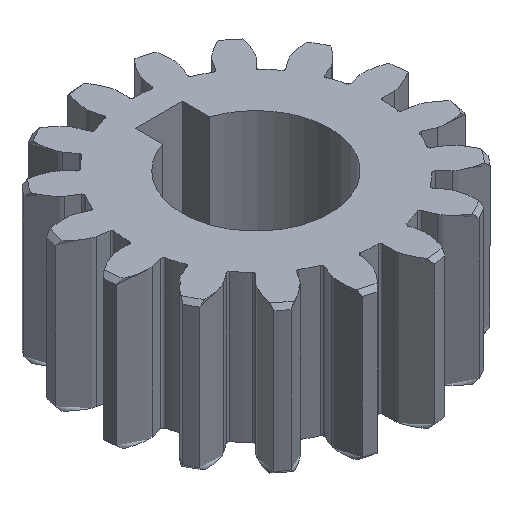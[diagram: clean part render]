
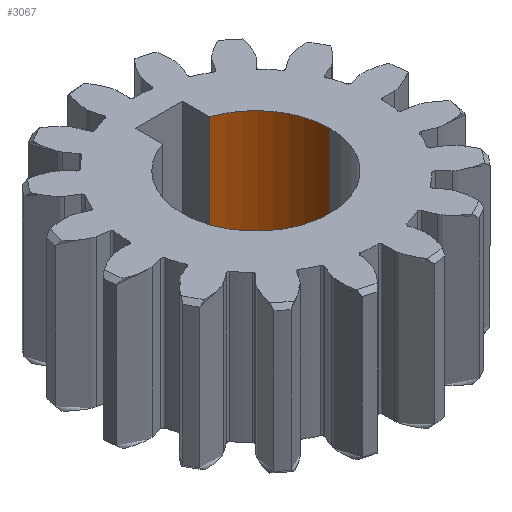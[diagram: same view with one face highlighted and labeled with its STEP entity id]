
A CAD part, isometric view. The second image highlights one B-rep face of the part: STEP entity #3067.
In plain terms, the highlighted cylindrical face has radius 1.587 mm (diameter 3.175 mm), a partial arc.
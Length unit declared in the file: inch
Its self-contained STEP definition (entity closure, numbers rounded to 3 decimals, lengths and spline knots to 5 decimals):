
#96 = EDGE_CURVE ( 'NONE', #7450, #8220, #2707, .T. ) ;
#147 = DIRECTION ( 'NONE',  ( 0., 0., 1. ) ) ;
#230 = DIRECTION ( 'NONE',  ( 1., 0., 0. ) ) ;
#339 = CARTESIAN_POINT ( 'NONE',  ( 0., 0., 0.0625 ) ) ;
#419 = EDGE_CURVE ( 'NONE', #7450, #1003, #3153, .T. ) ;
#525 = DIRECTION ( 'NONE',  ( 0., 0., 1. ) ) ;
#538 = CARTESIAN_POINT ( 'NONE',  ( 0.0625, 0., -0.0625 ) ) ;
#752 = CARTESIAN_POINT ( 'NONE',  ( 0.02, 0.05921, 0.0625 ) ) ;
#1003 = VERTEX_POINT ( 'NONE', #4572 ) ;
#1066 = DIRECTION ( 'NONE',  ( 0., 0., 1. ) ) ;
#1632 = VECTOR ( 'NONE', #4670, 39.37008 ) ;
#1824 = AXIS2_PLACEMENT_3D ( 'NONE', #339, #3041, #8397 ) ;
#1972 = ORIENTED_EDGE ( 'NONE', *, *, #419, .F. ) ;
#2096 = AXIS2_PLACEMENT_3D ( 'NONE', #6882, #147, #230 ) ;
#2458 = VECTOR ( 'NONE', #1066, 39.37008 ) ;
#2530 = EDGE_CURVE ( 'NONE', #8220, #8628, #5604, .T. ) ;
#2654 = CARTESIAN_POINT ( 'NONE',  ( 0.0625, 0., -0.0625 ) ) ;
#2707 = LINE ( 'NONE', #2654, #1632 ) ;
#3041 = DIRECTION ( 'NONE',  ( 0., 0., 1. ) ) ;
#3067 = ADVANCED_FACE ( 'NONE', ( #4206 ), #4944, .F. ) ;
#3153 = CIRCLE ( 'NONE', #5381, 0.0625 ) ;
#3221 = DIRECTION ( 'NONE',  ( 1., 0., 0. ) ) ;
#3739 = ORIENTED_EDGE ( 'NONE', *, *, #2530, .T. ) ;
#3742 = ORIENTED_EDGE ( 'NONE', *, *, #6229, .F. ) ;
#4206 = FACE_OUTER_BOUND ( 'NONE', #5368, .T. ) ;
#4528 = CARTESIAN_POINT ( 'NONE',  ( 0., 0., -0.0625 ) ) ;
#4572 = CARTESIAN_POINT ( 'NONE',  ( 0.02, 0.05921, -0.0625 ) ) ;
#4670 = DIRECTION ( 'NONE',  ( 0., 0., 1. ) ) ;
#4944 = CYLINDRICAL_SURFACE ( 'NONE', #2096, 0.0625 ) ;
#5368 = EDGE_LOOP ( 'NONE', ( #1972, #7486, #3739, #3742 ) ) ;
#5381 = AXIS2_PLACEMENT_3D ( 'NONE', #4528, #525, #3221 ) ;
#5564 = CARTESIAN_POINT ( 'NONE',  ( 0.0625, 0., 0.0625 ) ) ;
#5604 = CIRCLE ( 'NONE', #1824, 0.0625 ) ;
#5684 = LINE ( 'NONE', #8376, #2458 ) ;
#6229 = EDGE_CURVE ( 'NONE', #1003, #8628, #5684, .T. ) ;
#6882 = CARTESIAN_POINT ( 'NONE',  ( 0., 0., -0.0625 ) ) ;
#7450 = VERTEX_POINT ( 'NONE', #538 ) ;
#7486 = ORIENTED_EDGE ( 'NONE', *, *, #96, .T. ) ;
#8220 = VERTEX_POINT ( 'NONE', #5564 ) ;
#8376 = CARTESIAN_POINT ( 'NONE',  ( 0.02, 0.05921, -0.0625 ) ) ;
#8397 = DIRECTION ( 'NONE',  ( 1., 0., 0. ) ) ;
#8628 = VERTEX_POINT ( 'NONE', #752 ) ;
